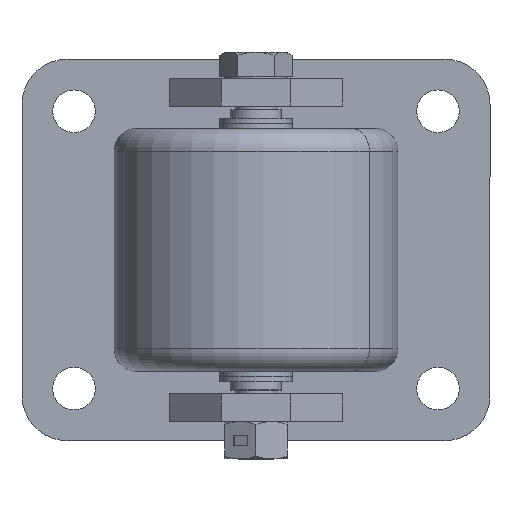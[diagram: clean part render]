
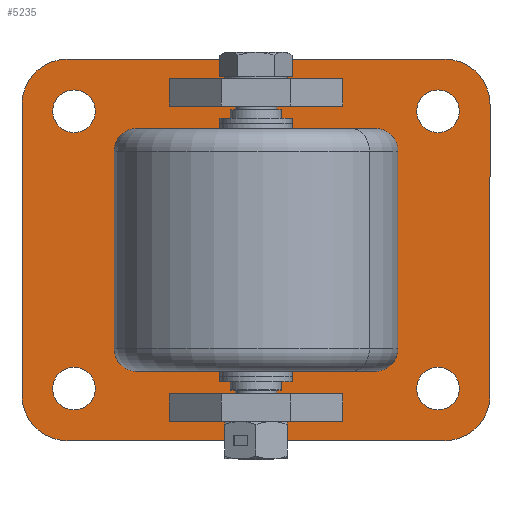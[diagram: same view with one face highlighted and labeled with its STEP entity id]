
A CAD part, front view. The second image highlights one B-rep face of the part: STEP entity #5235.
In plain terms, the highlighted planar face has unit normal (0, -1, 0).
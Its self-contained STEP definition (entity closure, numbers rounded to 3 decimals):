
#16 = VERTEX_POINT ( 'NONE', #1799 ) ;
#116 = DIRECTION ( 'NONE',  ( 0., -1., 0. ) ) ;
#127 = ORIENTED_EDGE ( 'NONE', *, *, #8082, .F. ) ;
#145 = EDGE_CURVE ( 'NONE', #3420, #16, #2897, .T. ) ;
#224 = LINE ( 'NONE', #2878, #3492 ) ;
#248 = CARTESIAN_POINT ( 'NONE',  ( 54.5, -8., -55. ) ) ;
#264 = CARTESIAN_POINT ( 'NONE',  ( 46.35, -8., 40. ) ) ;
#300 = AXIS2_PLACEMENT_3D ( 'NONE', #4755, #7395, #5435 ) ;
#309 = VERTEX_POINT ( 'NONE', #3527 ) ;
#501 = DIRECTION ( 'NONE',  ( 0., -1., 0. ) ) ;
#515 = VERTEX_POINT ( 'NONE', #3097 ) ;
#543 = PLANE ( 'NONE',  #300 ) ;
#717 = VERTEX_POINT ( 'NONE', #6444 ) ;
#747 = EDGE_LOOP ( 'NONE', ( #1018, #3407 ) ) ;
#785 = DIRECTION ( 'NONE',  ( 1., 0., 0. ) ) ;
#799 = CARTESIAN_POINT ( 'NONE',  ( -52.5, -8., -40. ) ) ;
#886 = AXIS2_PLACEMENT_3D ( 'NONE', #1986, #3349, #2392 ) ;
#1018 = ORIENTED_EDGE ( 'NONE', *, *, #7024, .F. ) ;
#1118 = CIRCLE ( 'NONE', #3609, 6.15 ) ;
#1133 = DIRECTION ( 'NONE',  ( -1., 0., 0. ) ) ;
#1183 = VERTEX_POINT ( 'NONE', #3030 ) ;
#1193 = EDGE_CURVE ( 'NONE', #16, #1466, #5935, .T. ) ;
#1293 = ORIENTED_EDGE ( 'NONE', *, *, #1193, .T. ) ;
#1466 = VERTEX_POINT ( 'NONE', #7842 ) ;
#1585 = CIRCLE ( 'NONE', #6452, 6.15 ) ;
#1609 = EDGE_CURVE ( 'NONE', #2585, #1183, #6225, .T. ) ;
#1617 = CARTESIAN_POINT ( 'NONE',  ( 52.5, -8., -40. ) ) ;
#1799 = CARTESIAN_POINT ( 'NONE',  ( -54.5, -8., 55. ) ) ;
#1883 = CARTESIAN_POINT ( 'NONE',  ( 52.5, -8., 40. ) ) ;
#1986 = CARTESIAN_POINT ( 'NONE',  ( 52.5, -8., 40. ) ) ;
#2009 = VERTEX_POINT ( 'NONE', #3819 ) ;
#2069 = VECTOR ( 'NONE', #2190, 1000. ) ;
#2110 = AXIS2_PLACEMENT_3D ( 'NONE', #1883, #501, #5260 ) ;
#2190 = DIRECTION ( 'NONE',  ( -1., 0., 0. ) ) ;
#2257 = CARTESIAN_POINT ( 'NONE',  ( -54.5, -8., -42. ) ) ;
#2261 = ORIENTED_EDGE ( 'NONE', *, *, #1609, .T. ) ;
#2268 = AXIS2_PLACEMENT_3D ( 'NONE', #6809, #6728, #785 ) ;
#2392 = DIRECTION ( 'NONE',  ( 1., 0., 0. ) ) ;
#2399 = DIRECTION ( 'NONE',  ( 0., -1., 0. ) ) ;
#2531 = CIRCLE ( 'NONE', #2110, 6.15 ) ;
#2536 = ORIENTED_EDGE ( 'NONE', *, *, #4855, .T. ) ;
#2574 = CARTESIAN_POINT ( 'NONE',  ( 54.5, -8., 55. ) ) ;
#2585 = VERTEX_POINT ( 'NONE', #248 ) ;
#2682 = LINE ( 'NONE', #8056, #8465 ) ;
#2722 = CARTESIAN_POINT ( 'NONE',  ( 54.5, -8., -42. ) ) ;
#2755 = CARTESIAN_POINT ( 'NONE',  ( -67.5, -8., -42. ) ) ;
#2797 = CARTESIAN_POINT ( 'NONE',  ( -58.65, -8., -40. ) ) ;
#2820 = DIRECTION ( 'NONE',  ( 0., 0., -1. ) ) ;
#2834 = EDGE_LOOP ( 'NONE', ( #8163, #8502 ) ) ;
#2846 = AXIS2_PLACEMENT_3D ( 'NONE', #2257, #2966, #4979 ) ;
#2856 = DIRECTION ( 'NONE',  ( 0., 0., 1. ) ) ;
#2865 = LINE ( 'NONE', #5539, #4053 ) ;
#2878 = CARTESIAN_POINT ( 'NONE',  ( -55.5, -8., -55. ) ) ;
#2888 = EDGE_CURVE ( 'NONE', #2009, #717, #3258, .T. ) ;
#2897 = LINE ( 'NONE', #4273, #2069 ) ;
#2962 = VERTEX_POINT ( 'NONE', #2755 ) ;
#2966 = DIRECTION ( 'NONE',  ( 0., -1., 0. ) ) ;
#3030 = CARTESIAN_POINT ( 'NONE',  ( 67.5, -8., -42. ) ) ;
#3078 = EDGE_LOOP ( 'NONE', ( #5529, #1293, #8566, #2536, #3251, #2261, #6415, #4680 ) ) ;
#3097 = CARTESIAN_POINT ( 'NONE',  ( 58.65, -8., 40. ) ) ;
#3123 = FACE_BOUND ( 'NONE', #747, .T. ) ;
#3251 = ORIENTED_EDGE ( 'NONE', *, *, #4935, .T. ) ;
#3258 = CIRCLE ( 'NONE', #7827, 6.15 ) ;
#3332 = ORIENTED_EDGE ( 'NONE', *, *, #5784, .F. ) ;
#3349 = DIRECTION ( 'NONE',  ( 0., -1., 0. ) ) ;
#3407 = ORIENTED_EDGE ( 'NONE', *, *, #7237, .F. ) ;
#3420 = VERTEX_POINT ( 'NONE', #2574 ) ;
#3492 = VECTOR ( 'NONE', #8503, 1000. ) ;
#3527 = CARTESIAN_POINT ( 'NONE',  ( -58.65, -8., 40. ) ) ;
#3609 = AXIS2_PLACEMENT_3D ( 'NONE', #4802, #116, #4677 ) ;
#3659 = AXIS2_PLACEMENT_3D ( 'NONE', #5314, #5733, #1133 ) ;
#3668 = DIRECTION ( 'NONE',  ( -1., 0., 0. ) ) ;
#3812 = FACE_BOUND ( 'NONE', #5373, .T. ) ;
#3819 = CARTESIAN_POINT ( 'NONE',  ( 46.35, -8., -40. ) ) ;
#4009 = DIRECTION ( 'NONE',  ( 0., -1., 0. ) ) ;
#4053 = VECTOR ( 'NONE', #2820, 1000. ) ;
#4166 = DIRECTION ( 'NONE',  ( 0., -1., 0. ) ) ;
#4273 = CARTESIAN_POINT ( 'NONE',  ( 55.5, -8., 55. ) ) ;
#4374 = FACE_BOUND ( 'NONE', #7530, .T. ) ;
#4394 = AXIS2_PLACEMENT_3D ( 'NONE', #2722, #8049, #5527 ) ;
#4489 = VERTEX_POINT ( 'NONE', #2797 ) ;
#4544 = EDGE_CURVE ( 'NONE', #6780, #4489, #1585, .T. ) ;
#4677 = DIRECTION ( 'NONE',  ( 1., 0., 0. ) ) ;
#4680 = ORIENTED_EDGE ( 'NONE', *, *, #8028, .T. ) ;
#4755 = CARTESIAN_POINT ( 'NONE',  ( -55.5, -8., 42. ) ) ;
#4783 = AXIS2_PLACEMENT_3D ( 'NONE', #5822, #5337, #5989 ) ;
#4802 = CARTESIAN_POINT ( 'NONE',  ( -52.5, -8., 40. ) ) ;
#4842 = CARTESIAN_POINT ( 'NONE',  ( 67.5, -8., 42. ) ) ;
#4855 = EDGE_CURVE ( 'NONE', #2962, #8510, #8118, .T. ) ;
#4912 = VERTEX_POINT ( 'NONE', #264 ) ;
#4935 = EDGE_CURVE ( 'NONE', #8510, #2585, #224, .T. ) ;
#4979 = DIRECTION ( 'NONE',  ( -1., 0., 0. ) ) ;
#4999 = CARTESIAN_POINT ( 'NONE',  ( -54.5, -8., 42. ) ) ;
#5136 = EDGE_CURVE ( 'NONE', #1466, #2962, #2865, .T. ) ;
#5235 = ADVANCED_FACE ( 'NONE', ( #3812, #3123, #7685, #4374, #7848 ), #543, .T. ) ;
#5260 = DIRECTION ( 'NONE',  ( 1., 0., 0. ) ) ;
#5314 = CARTESIAN_POINT ( 'NONE',  ( 54.5, -8., 42. ) ) ;
#5337 = DIRECTION ( 'NONE',  ( 0., -1., 0. ) ) ;
#5373 = EDGE_LOOP ( 'NONE', ( #6357, #127 ) ) ;
#5435 = DIRECTION ( 'NONE',  ( 1., 0., 0. ) ) ;
#5527 = DIRECTION ( 'NONE',  ( -1., 0., 0. ) ) ;
#5529 = ORIENTED_EDGE ( 'NONE', *, *, #145, .T. ) ;
#5539 = CARTESIAN_POINT ( 'NONE',  ( -67.5, -8., 42. ) ) ;
#5638 = CIRCLE ( 'NONE', #3659, 13. ) ;
#5655 = DIRECTION ( 'NONE',  ( 1., 0., 0. ) ) ;
#5733 = DIRECTION ( 'NONE',  ( 0., -1., 0. ) ) ;
#5784 = EDGE_CURVE ( 'NONE', #4912, #515, #2531, .T. ) ;
#5822 = CARTESIAN_POINT ( 'NONE',  ( 52.5, -8., -40. ) ) ;
#5935 = CIRCLE ( 'NONE', #6739, 13. ) ;
#5989 = DIRECTION ( 'NONE',  ( 1., 0., 0. ) ) ;
#6106 = DIRECTION ( 'NONE',  ( 1., 0., 0. ) ) ;
#6225 = CIRCLE ( 'NONE', #4394, 13. ) ;
#6292 = VERTEX_POINT ( 'NONE', #8041 ) ;
#6357 = ORIENTED_EDGE ( 'NONE', *, *, #4544, .F. ) ;
#6397 = CIRCLE ( 'NONE', #7071, 6.15 ) ;
#6415 = ORIENTED_EDGE ( 'NONE', *, *, #7499, .T. ) ;
#6444 = CARTESIAN_POINT ( 'NONE',  ( 58.65, -8., -40. ) ) ;
#6452 = AXIS2_PLACEMENT_3D ( 'NONE', #799, #4009, #6645 ) ;
#6645 = DIRECTION ( 'NONE',  ( 1., 0., 0. ) ) ;
#6721 = CIRCLE ( 'NONE', #4783, 6.15 ) ;
#6727 = CARTESIAN_POINT ( 'NONE',  ( -52.5, -8., 40. ) ) ;
#6728 = DIRECTION ( 'NONE',  ( 0., -1., 0. ) ) ;
#6739 = AXIS2_PLACEMENT_3D ( 'NONE', #4999, #2399, #3668 ) ;
#6780 = VERTEX_POINT ( 'NONE', #7531 ) ;
#6809 = CARTESIAN_POINT ( 'NONE',  ( -52.5, -8., -40. ) ) ;
#6952 = DIRECTION ( 'NONE',  ( 0., -1., 0. ) ) ;
#7024 = EDGE_CURVE ( 'NONE', #6292, #309, #1118, .T. ) ;
#7071 = AXIS2_PLACEMENT_3D ( 'NONE', #6727, #4166, #6106 ) ;
#7237 = EDGE_CURVE ( 'NONE', #309, #6292, #6397, .T. ) ;
#7259 = CIRCLE ( 'NONE', #2268, 6.15 ) ;
#7261 = CARTESIAN_POINT ( 'NONE',  ( -54.5, -8., -55. ) ) ;
#7395 = DIRECTION ( 'NONE',  ( 0., -1., 0. ) ) ;
#7499 = EDGE_CURVE ( 'NONE', #1183, #7884, #2682, .T. ) ;
#7530 = EDGE_LOOP ( 'NONE', ( #8332, #3332 ) ) ;
#7531 = CARTESIAN_POINT ( 'NONE',  ( -46.35, -8., -40. ) ) ;
#7546 = CIRCLE ( 'NONE', #886, 6.15 ) ;
#7685 = FACE_BOUND ( 'NONE', #2834, .T. ) ;
#7827 = AXIS2_PLACEMENT_3D ( 'NONE', #1617, #6952, #5655 ) ;
#7842 = CARTESIAN_POINT ( 'NONE',  ( -67.5, -8., 42. ) ) ;
#7848 = FACE_OUTER_BOUND ( 'NONE', #3078, .T. ) ;
#7884 = VERTEX_POINT ( 'NONE', #4842 ) ;
#7983 = EDGE_CURVE ( 'NONE', #515, #4912, #7546, .T. ) ;
#8028 = EDGE_CURVE ( 'NONE', #7884, #3420, #5638, .T. ) ;
#8041 = CARTESIAN_POINT ( 'NONE',  ( -46.35, -8., 40. ) ) ;
#8049 = DIRECTION ( 'NONE',  ( 0., -1., 0. ) ) ;
#8056 = CARTESIAN_POINT ( 'NONE',  ( 67.5, -8., -42. ) ) ;
#8082 = EDGE_CURVE ( 'NONE', #4489, #6780, #7259, .T. ) ;
#8118 = CIRCLE ( 'NONE', #2846, 13. ) ;
#8163 = ORIENTED_EDGE ( 'NONE', *, *, #8449, .F. ) ;
#8332 = ORIENTED_EDGE ( 'NONE', *, *, #7983, .F. ) ;
#8449 = EDGE_CURVE ( 'NONE', #717, #2009, #6721, .T. ) ;
#8465 = VECTOR ( 'NONE', #2856, 1000. ) ;
#8502 = ORIENTED_EDGE ( 'NONE', *, *, #2888, .F. ) ;
#8503 = DIRECTION ( 'NONE',  ( 1., 0., 0. ) ) ;
#8510 = VERTEX_POINT ( 'NONE', #7261 ) ;
#8566 = ORIENTED_EDGE ( 'NONE', *, *, #5136, .T. ) ;
